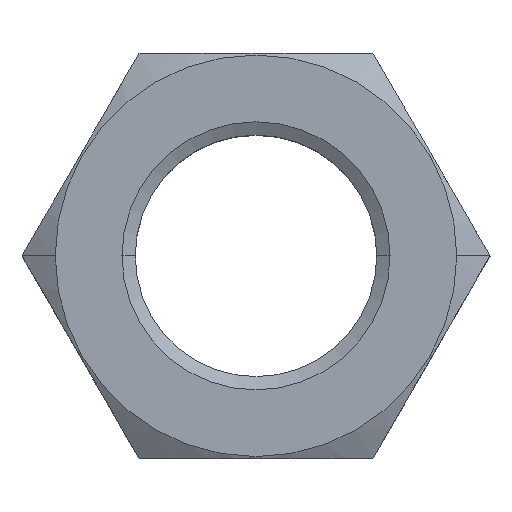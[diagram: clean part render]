
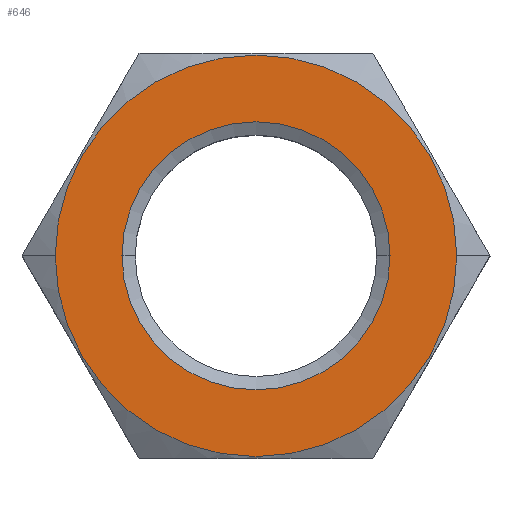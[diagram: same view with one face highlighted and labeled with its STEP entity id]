
A CAD part, top view. The second image highlights one B-rep face of the part: STEP entity #646.
In plain terms, the highlighted planar face has unit normal (0, 0, 1).
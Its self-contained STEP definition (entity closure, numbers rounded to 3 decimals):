
#13 = PLANE ( 'NONE',  #1500 ) ;
#25 = DIRECTION ( 'NONE',  ( 0., 0., 1. ) ) ;
#28 = CIRCLE ( 'NONE', #2717, 39.625 ) ;
#184 = VERTEX_POINT ( 'NONE', #835 ) ;
#283 = CIRCLE ( 'NONE', #2154, 39.625 ) ;
#379 = CIRCLE ( 'NONE', #1641, 26.46 ) ;
#416 = EDGE_CURVE ( 'NONE', #2199, #2650, #28, .T. ) ;
#646 = ADVANCED_FACE ( 'NONE', ( #1558, #1519 ), #13, .T. ) ;
#663 = DIRECTION ( 'NONE',  ( 1., 0., 0. ) ) ;
#775 = EDGE_LOOP ( 'NONE', ( #1994, #956 ) ) ;
#835 = CARTESIAN_POINT ( 'NONE',  ( 26.46, 0., 0. ) ) ;
#859 = CIRCLE ( 'NONE', #1236, 26.46 ) ;
#884 = CARTESIAN_POINT ( 'NONE',  ( -26.46, 0., 0. ) ) ;
#898 = ORIENTED_EDGE ( 'NONE', *, *, #2737, .F. ) ;
#956 = ORIENTED_EDGE ( 'NONE', *, *, #1222, .T. ) ;
#1021 = ORIENTED_EDGE ( 'NONE', *, *, #416, .F. ) ;
#1052 = EDGE_LOOP ( 'NONE', ( #1021, #898 ) ) ;
#1061 = VERTEX_POINT ( 'NONE', #884 ) ;
#1165 = CARTESIAN_POINT ( 'NONE',  ( 39.625, 0., 0. ) ) ;
#1222 = EDGE_CURVE ( 'NONE', #1061, #184, #859, .T. ) ;
#1236 = AXIS2_PLACEMENT_3D ( 'NONE', #2553, #2531, #2432 ) ;
#1240 = DIRECTION ( 'NONE',  ( 0., 0., -1. ) ) ;
#1248 = CARTESIAN_POINT ( 'NONE',  ( 0., 0., 0. ) ) ;
#1307 = DIRECTION ( 'NONE',  ( -1., 0., 0. ) ) ;
#1414 = DIRECTION ( 'NONE',  ( 0., 0., -1. ) ) ;
#1434 = CARTESIAN_POINT ( 'NONE',  ( 0., 0., 0. ) ) ;
#1500 = AXIS2_PLACEMENT_3D ( 'NONE', #2032, #25, #663 ) ;
#1512 = DIRECTION ( 'NONE',  ( -1., 0., 0. ) ) ;
#1519 = FACE_OUTER_BOUND ( 'NONE', #1052, .T. ) ;
#1558 = FACE_BOUND ( 'NONE', #775, .T. ) ;
#1585 = DIRECTION ( 'NONE',  ( 0., 0., -1. ) ) ;
#1605 = CARTESIAN_POINT ( 'NONE',  ( 0., 0., 0. ) ) ;
#1641 = AXIS2_PLACEMENT_3D ( 'NONE', #1434, #1414, #1741 ) ;
#1741 = DIRECTION ( 'NONE',  ( 1., 0., 0. ) ) ;
#1867 = CARTESIAN_POINT ( 'NONE',  ( -39.625, 0., 0. ) ) ;
#1994 = ORIENTED_EDGE ( 'NONE', *, *, #2646, .T. ) ;
#2032 = CARTESIAN_POINT ( 'NONE',  ( 23.094, -40., 0. ) ) ;
#2154 = AXIS2_PLACEMENT_3D ( 'NONE', #1248, #1240, #1307 ) ;
#2199 = VERTEX_POINT ( 'NONE', #1867 ) ;
#2432 = DIRECTION ( 'NONE',  ( 1., 0., 0. ) ) ;
#2531 = DIRECTION ( 'NONE',  ( 0., 0., -1. ) ) ;
#2553 = CARTESIAN_POINT ( 'NONE',  ( 0., 0., 0. ) ) ;
#2646 = EDGE_CURVE ( 'NONE', #184, #1061, #379, .T. ) ;
#2650 = VERTEX_POINT ( 'NONE', #1165 ) ;
#2717 = AXIS2_PLACEMENT_3D ( 'NONE', #1605, #1585, #1512 ) ;
#2737 = EDGE_CURVE ( 'NONE', #2650, #2199, #283, .T. ) ;
